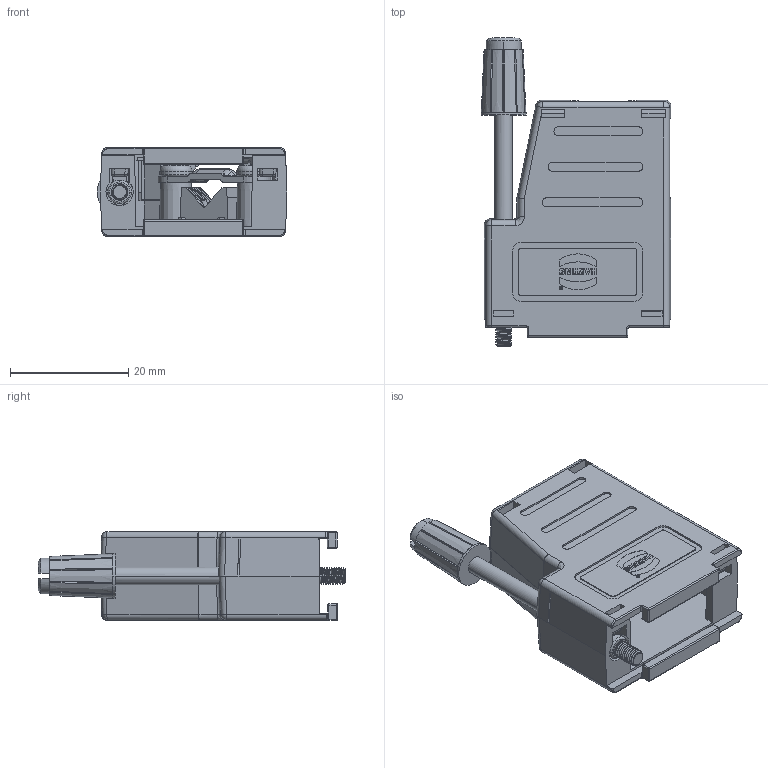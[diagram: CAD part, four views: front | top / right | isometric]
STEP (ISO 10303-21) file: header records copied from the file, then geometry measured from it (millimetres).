
FILE_DESCRIPTION(/* description */ (''),/* implementation_level */ '2;1');
FILE_NAME(/* name */ '100101807ugm000_b.stp',/* time_stamp */ '2014-08-28T16:30:54+02:00',/* author */ (''),/* organization */ (''),/* preprocessor_version */ 'ST-DEVELOPER v15',/* originating_system */ 'SIEMENS PLM Software NX 8.5',/* authorisation */ '');
FILE_SCHEMA (('AUTOMOTIVE_DESIGN { 1 0 10303 214 3 1 1 1 }'));
Products named in the file (1): 100101807ugm000_b
Bounding box: 32.05 x 52 x 15 mm (x, y, z)
Volume: 7074.6 mm3; surface area: 10061.3 mm2
Topology: 1 solids, 9 shells, 1560 faces, 4250 edges, 2739 vertices
Faces by surface type: plane 1107, cylinder 292, bspline 70, sphere 39, cone 24, torus 24, revolution 4
Full cylindrical faces by diameter (mm): 4.5 x1, 11.5 x1
Entity records: 56575 total; most frequent: CARTESIAN_POINT 17539, ORIENTED_EDGE 8496, DIRECTION 7497, EDGE_CURVE 4248, LINE 3285, VECTOR 3285, VERTEX_POINT 2736, AXIS2_PLACEMENT_3D 2104
